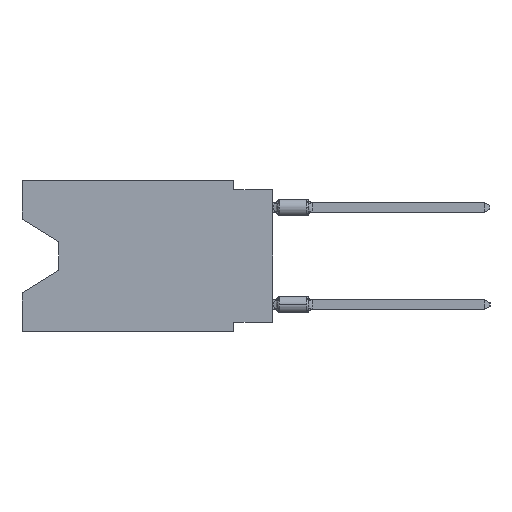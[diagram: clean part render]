
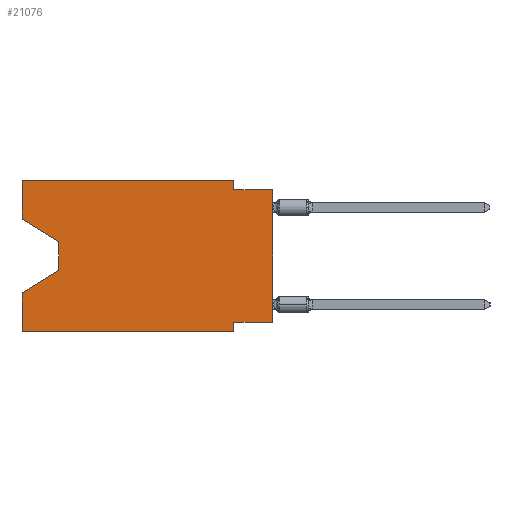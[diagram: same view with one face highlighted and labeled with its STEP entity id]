
A CAD part, left-side view. The second image highlights one B-rep face of the part: STEP entity #21076.
In plain terms, the highlighted planar face has unit normal (-1, 0, 0).
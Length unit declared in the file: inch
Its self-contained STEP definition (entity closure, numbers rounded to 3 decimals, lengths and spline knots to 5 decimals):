
#54 = DIRECTION ( 'NONE',  ( 0., 0., -1. ) ) ;
#296 = LINE ( 'NONE', #18248, #7742 ) ;
#1102 = DIRECTION ( 'NONE',  ( 0., -1., 0. ) ) ;
#1349 = ORIENTED_EDGE ( 'NONE', *, *, #21705, .F. ) ;
#1424 = VERTEX_POINT ( 'NONE', #3989 ) ;
#1619 = DIRECTION ( 'NONE',  ( 0., 0., -1. ) ) ;
#2449 = EDGE_CURVE ( 'NONE', #17169, #23078, #29490, .T. ) ;
#3140 = ORIENTED_EDGE ( 'NONE', *, *, #2449, .F. ) ;
#3196 = CARTESIAN_POINT ( 'NONE',  ( 0., 0.645, -0.28975 ) ) ;
#3278 = ORIENTED_EDGE ( 'NONE', *, *, #13693, .F. ) ;
#3462 = ORIENTED_EDGE ( 'NONE', *, *, #24675, .F. ) ;
#3486 = CARTESIAN_POINT ( 'NONE',  ( 0., 0.55, -0.232 ) ) ;
#3785 = ORIENTED_EDGE ( 'NONE', *, *, #11539, .T. ) ;
#3989 = CARTESIAN_POINT ( 'NONE',  ( 0., 0.645, -0.39 ) ) ;
#4006 = EDGE_CURVE ( 'NONE', #22248, #5572, #6161, .T. ) ;
#4047 = DIRECTION ( 'NONE',  ( 0., -0.855, -0.519 ) ) ;
#4380 = LINE ( 'NONE', #13288, #19480 ) ;
#4972 = FACE_OUTER_BOUND ( 'NONE', #23701, .T. ) ;
#5433 = VECTOR ( 'NONE', #19720, 39.37008 ) ;
#5572 = VERTEX_POINT ( 'NONE', #24514 ) ;
#5713 = DIRECTION ( 'NONE',  ( 0., 1., 0. ) ) ;
#5749 = VECTOR ( 'NONE', #15427, 39.37008 ) ;
#6067 = EDGE_CURVE ( 'NONE', #5572, #22977, #15886, .T. ) ;
#6076 = VERTEX_POINT ( 'NONE', #20703 ) ;
#6145 = ORIENTED_EDGE ( 'NONE', *, *, #6067, .T. ) ;
#6161 = LINE ( 'NONE', #19725, #20971 ) ;
#6376 = CARTESIAN_POINT ( 'NONE',  ( 0., 0.1, 0. ) ) ;
#6490 = ORIENTED_EDGE ( 'NONE', *, *, #14329, .T. ) ;
#6637 = PLANE ( 'NONE',  #13431 ) ;
#6849 = CARTESIAN_POINT ( 'NONE',  ( 0., 0.55, -0.158 ) ) ;
#7160 = ORIENTED_EDGE ( 'NONE', *, *, #28015, .F. ) ;
#7382 = CARTESIAN_POINT ( 'NONE',  ( 0., 0.1, -0.39 ) ) ;
#7451 = LINE ( 'NONE', #9860, #7771 ) ;
#7742 = VECTOR ( 'NONE', #18411, 39.37008 ) ;
#7771 = VECTOR ( 'NONE', #1102, 39.37008 ) ;
#7839 = CARTESIAN_POINT ( 'NONE',  ( 0., 0.645, 0. ) ) ;
#8251 = VERTEX_POINT ( 'NONE', #28549 ) ;
#8638 = LINE ( 'NONE', #10904, #5749 ) ;
#8919 = EDGE_CURVE ( 'NONE', #10421, #28703, #296, .T. ) ;
#9860 = CARTESIAN_POINT ( 'NONE',  ( 0., 0.645, -0.39 ) ) ;
#10421 = VERTEX_POINT ( 'NONE', #27271 ) ;
#10559 = DIRECTION ( 'NONE',  ( 0., 0.855, -0.519 ) ) ;
#10904 = CARTESIAN_POINT ( 'NONE',  ( 0., 0.645, 0. ) ) ;
#11015 = DIRECTION ( 'NONE',  ( 0., 0., 1. ) ) ;
#11539 = EDGE_CURVE ( 'NONE', #1424, #19552, #7451, .T. ) ;
#11540 = CARTESIAN_POINT ( 'NONE',  ( 0., 0.1, 0. ) ) ;
#11702 = EDGE_CURVE ( 'NONE', #23078, #6076, #29432, .T. ) ;
#12203 = LINE ( 'NONE', #12645, #18079 ) ;
#12482 = ORIENTED_EDGE ( 'NONE', *, *, #27025, .F. ) ;
#12645 = CARTESIAN_POINT ( 'NONE',  ( 0., 0., -0.365 ) ) ;
#13079 = LINE ( 'NONE', #24245, #26616 ) ;
#13288 = CARTESIAN_POINT ( 'NONE',  ( 0., 0.645, 0. ) ) ;
#13431 = AXIS2_PLACEMENT_3D ( 'NONE', #14171, #15837, #23372 ) ;
#13693 = EDGE_CURVE ( 'NONE', #6076, #28703, #24696, .T. ) ;
#14171 = CARTESIAN_POINT ( 'NONE',  ( 0., 0.645, 0. ) ) ;
#14329 = EDGE_CURVE ( 'NONE', #22977, #15372, #24140, .T. ) ;
#14965 = DIRECTION ( 'NONE',  ( 0., 0., -1. ) ) ;
#15372 = VERTEX_POINT ( 'NONE', #3196 ) ;
#15427 = DIRECTION ( 'NONE',  ( 0., 0., 1. ) ) ;
#15837 = DIRECTION ( 'NONE',  ( 1., 0., 0. ) ) ;
#15886 = LINE ( 'NONE', #6849, #22354 ) ;
#17169 = VERTEX_POINT ( 'NONE', #7839 ) ;
#18079 = VECTOR ( 'NONE', #5713, 39.37008 ) ;
#18248 = CARTESIAN_POINT ( 'NONE',  ( 0., 0., 0. ) ) ;
#18411 = DIRECTION ( 'NONE',  ( 0., 0., 1. ) ) ;
#19480 = VECTOR ( 'NONE', #11015, 39.37008 ) ;
#19552 = VERTEX_POINT ( 'NONE', #7382 ) ;
#19720 = DIRECTION ( 'NONE',  ( 0., -1., 0. ) ) ;
#19725 = CARTESIAN_POINT ( 'NONE',  ( 0., 0.645, -0.10025 ) ) ;
#20703 = CARTESIAN_POINT ( 'NONE',  ( 0., 0.1, -0.025 ) ) ;
#20971 = VECTOR ( 'NONE', #4047, 39.37008 ) ;
#21076 = ADVANCED_FACE ( 'NONE', ( #4972 ), #6637, .F. ) ;
#21705 = EDGE_CURVE ( 'NONE', #22248, #17169, #8638, .T. ) ;
#22248 = VERTEX_POINT ( 'NONE', #29159 ) ;
#22354 = VECTOR ( 'NONE', #54, 39.37008 ) ;
#22550 = ORIENTED_EDGE ( 'NONE', *, *, #8919, .T. ) ;
#22676 = VECTOR ( 'NONE', #29331, 39.37008 ) ;
#22727 = ORIENTED_EDGE ( 'NONE', *, *, #11702, .F. ) ;
#22977 = VERTEX_POINT ( 'NONE', #24380 ) ;
#23078 = VERTEX_POINT ( 'NONE', #11540 ) ;
#23372 = DIRECTION ( 'NONE',  ( 0., 0., -1. ) ) ;
#23701 = EDGE_LOOP ( 'NONE', ( #23843, #6145, #6490, #7160, #3785, #3462, #12482, #22550, #3278, #22727, #3140, #1349 ) ) ;
#23843 = ORIENTED_EDGE ( 'NONE', *, *, #4006, .T. ) ;
#24073 = CARTESIAN_POINT ( 'NONE',  ( 0., 0., -0.025 ) ) ;
#24140 = LINE ( 'NONE', #3486, #29549 ) ;
#24245 = CARTESIAN_POINT ( 'NONE',  ( 0., 0.1, -0.39 ) ) ;
#24380 = CARTESIAN_POINT ( 'NONE',  ( 0., 0.55, -0.232 ) ) ;
#24514 = CARTESIAN_POINT ( 'NONE',  ( 0., 0.55, -0.158 ) ) ;
#24675 = EDGE_CURVE ( 'NONE', #8251, #19552, #13079, .T. ) ;
#24696 = LINE ( 'NONE', #29214, #5433 ) ;
#26616 = VECTOR ( 'NONE', #1619, 39.37008 ) ;
#27025 = EDGE_CURVE ( 'NONE', #10421, #8251, #12203, .T. ) ;
#27271 = CARTESIAN_POINT ( 'NONE',  ( 0., 0., -0.365 ) ) ;
#28015 = EDGE_CURVE ( 'NONE', #1424, #15372, #4380, .T. ) ;
#28477 = VECTOR ( 'NONE', #14965, 39.37008 ) ;
#28549 = CARTESIAN_POINT ( 'NONE',  ( 0., 0.1, -0.365 ) ) ;
#28703 = VERTEX_POINT ( 'NONE', #24073 ) ;
#29159 = CARTESIAN_POINT ( 'NONE',  ( 0., 0.645, -0.10025 ) ) ;
#29187 = CARTESIAN_POINT ( 'NONE',  ( 0., 0.645, 0. ) ) ;
#29214 = CARTESIAN_POINT ( 'NONE',  ( 0., 0., -0.025 ) ) ;
#29331 = DIRECTION ( 'NONE',  ( 0., -1., 0. ) ) ;
#29432 = LINE ( 'NONE', #6376, #28477 ) ;
#29490 = LINE ( 'NONE', #29187, #22676 ) ;
#29549 = VECTOR ( 'NONE', #10559, 39.37008 ) ;
